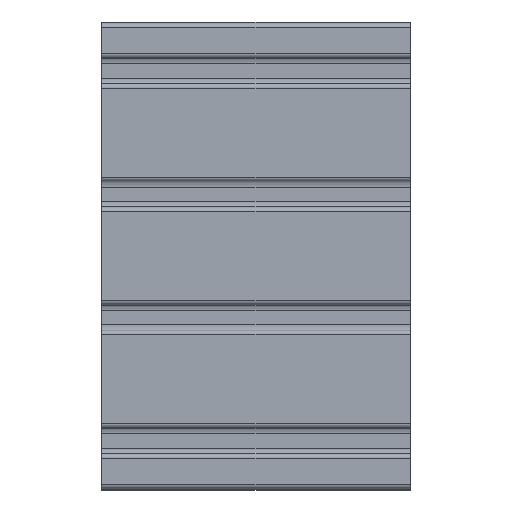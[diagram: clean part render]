
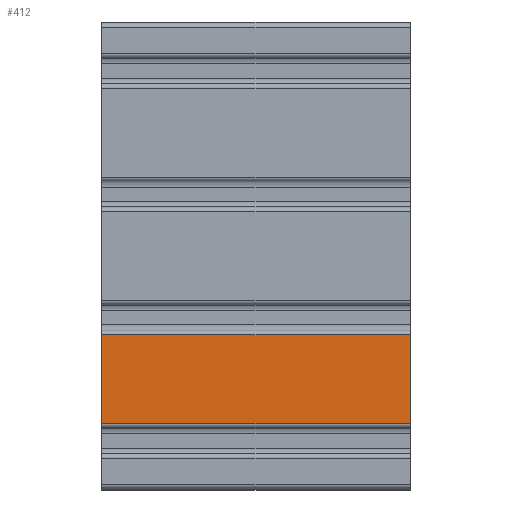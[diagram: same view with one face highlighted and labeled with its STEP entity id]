
A CAD part, left-side view. The second image highlights one B-rep face of the part: STEP entity #412.
In plain terms, the highlighted planar face has unit normal (-1, 0, 0).
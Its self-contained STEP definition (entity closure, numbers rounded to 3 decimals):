
#412 = ADVANCED_FACE( '', ( #842 ), #843, .T. );
#842 = FACE_OUTER_BOUND( '', #1287, .T. );
#843 = PLANE( '', #1288 );
#1287 = EDGE_LOOP( '', ( #2611, #2612, #2613, #2614 ) );
#1288 = AXIS2_PLACEMENT_3D( '', #2615, #2616, #2617 );
#2611 = ORIENTED_EDGE( '', *, *, #3271, .F. );
#2612 = ORIENTED_EDGE( '', *, *, #3250, .F. );
#2613 = ORIENTED_EDGE( '', *, *, #2978, .T. );
#2614 = ORIENTED_EDGE( '', *, *, #3320, .T. );
#2615 = CARTESIAN_POINT( '', ( -10., 100., -25.6 ) );
#2616 = DIRECTION( '', ( -1., 0., 0. ) );
#2617 = DIRECTION( '', ( 0., 0., 1. ) );
#2978 = EDGE_CURVE( '', #3696, #3694, #3697, .T. );
#3250 = EDGE_CURVE( '', #3696, #4091, #4094, .T. );
#3271 = EDGE_CURVE( '', #4091, #4119, #4120, .T. );
#3320 = EDGE_CURVE( '', #3694, #4119, #4186, .T. );
#3694 = VERTEX_POINT( '', #4637 );
#3696 = VERTEX_POINT( '', #4639 );
#3697 = LINE( '', #4640, #4641 );
#4091 = VERTEX_POINT( '', #5167 );
#4094 = LINE( '', #5171, #5172 );
#4119 = VERTEX_POINT( '', #5205 );
#4120 = LINE( '', #5206, #5207 );
#4186 = LINE( '', #5292, #5293 );
#4637 = CARTESIAN_POINT( '', ( -10., 100., -54.4 ) );
#4639 = CARTESIAN_POINT( '', ( -10., 100., -25.6 ) );
#4640 = CARTESIAN_POINT( '', ( -10., 100., -25.6 ) );
#4641 = VECTOR( '', #5672, 1000. );
#5167 = CARTESIAN_POINT( '', ( -10., 0., -25.6 ) );
#5171 = CARTESIAN_POINT( '', ( -10., 100., -25.6 ) );
#5172 = VECTOR( '', #6010, 1000. );
#5205 = CARTESIAN_POINT( '', ( -10., 0., -54.4 ) );
#5206 = CARTESIAN_POINT( '', ( -10., 0., -25.6 ) );
#5207 = VECTOR( '', #6049, 1000. );
#5292 = CARTESIAN_POINT( '', ( -10., 100., -54.4 ) );
#5293 = VECTOR( '', #6144, 1000. );
#5672 = DIRECTION( '', ( 0., 0., -1. ) );
#6010 = DIRECTION( '', ( 0., -1., 0. ) );
#6049 = DIRECTION( '', ( 0., 0., -1. ) );
#6144 = DIRECTION( '', ( 0., -1., 0. ) );
